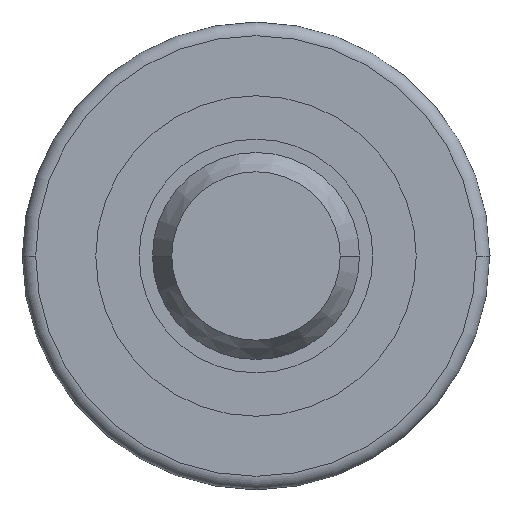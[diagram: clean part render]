
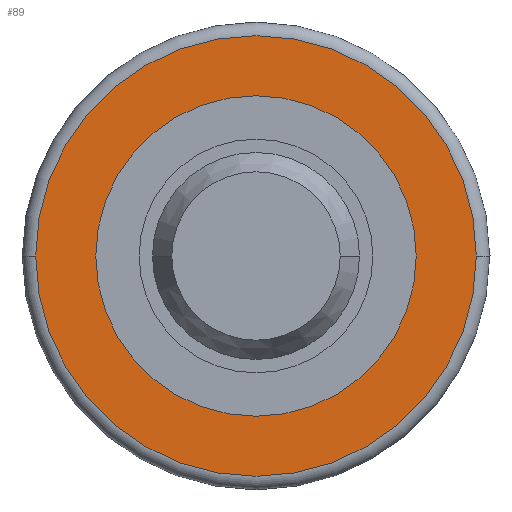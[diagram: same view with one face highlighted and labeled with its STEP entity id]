
A CAD part, left-side view. The second image highlights one B-rep face of the part: STEP entity #89.
In plain terms, the highlighted planar face has unit normal (-1, 0, 0).
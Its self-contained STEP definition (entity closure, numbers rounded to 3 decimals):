
#89=ADVANCED_FACE('',(#157,#158),#159,.F.);
#157=FACE_OUTER_BOUND('',#265,.T.);
#158=FACE_BOUND('',#266,.T.);
#159=PLANE('',#267);
#265=EDGE_LOOP('',(#528,#529));
#266=EDGE_LOOP('',(#530,#531));
#267=AXIS2_PLACEMENT_3D('',#532,#533,#534);
#528=ORIENTED_EDGE('',*,*,#821,.F.);
#529=ORIENTED_EDGE('',*,*,#822,.T.);
#530=ORIENTED_EDGE('',*,*,#820,.F.);
#531=ORIENTED_EDGE('',*,*,#818,.T.);
#532=CARTESIAN_POINT('',(11.0,0.0,0.0));
#533=DIRECTION('',(1.0,0.0,0.0));
#534=DIRECTION('',(0.0,1.0,0.0));
#818=EDGE_CURVE('',#949,#947,#950,.T.);
#820=EDGE_CURVE('',#949,#947,#952,.T.);
#821=EDGE_CURVE('',#953,#954,#955,.T.);
#822=EDGE_CURVE('',#953,#954,#956,.T.);
#947=VERTEX_POINT('',#1149);
#949=VERTEX_POINT('',#1152);
#950=CIRCLE('',#1153,23.75);
#952=CIRCLE('',#1156,23.75);
#953=VERTEX_POINT('',#1157);
#954=VERTEX_POINT('',#1158);
#955=CIRCLE('',#1159,32.989);
#956=CIRCLE('',#1160,32.989);
#1149=CARTESIAN_POINT('',(11.0,-23.75,0.0));
#1152=CARTESIAN_POINT('',(11.0,23.75,0.0));
#1153=AXIS2_PLACEMENT_3D('',#1400,#1401,#1402);
#1156=AXIS2_PLACEMENT_3D('',#1404,#1405,#1406);
#1157=CARTESIAN_POINT('',(11.0,32.989,0.0));
#1158=CARTESIAN_POINT('',(11.0,-32.989,0.0));
#1159=AXIS2_PLACEMENT_3D('',#1407,#1408,#1409);
#1160=AXIS2_PLACEMENT_3D('',#1410,#1411,#1412);
#1400=CARTESIAN_POINT('',(11.0,0.0,0.0));
#1401=DIRECTION('',(1.0,0.0,0.0));
#1402=DIRECTION('',(0.0,1.0,0.0));
#1404=CARTESIAN_POINT('',(11.0,0.0,0.0));
#1405=DIRECTION('',(-1.0,0.0,0.0));
#1406=DIRECTION('',(0.0,1.0,0.0));
#1407=CARTESIAN_POINT('',(11.0,0.0,0.0));
#1408=DIRECTION('',(1.0,0.0,0.0));
#1409=DIRECTION('',(0.0,1.0,0.0));
#1410=CARTESIAN_POINT('',(11.0,0.0,0.0));
#1411=DIRECTION('',(-1.0,0.0,0.0));
#1412=DIRECTION('',(0.0,1.0,0.0));
